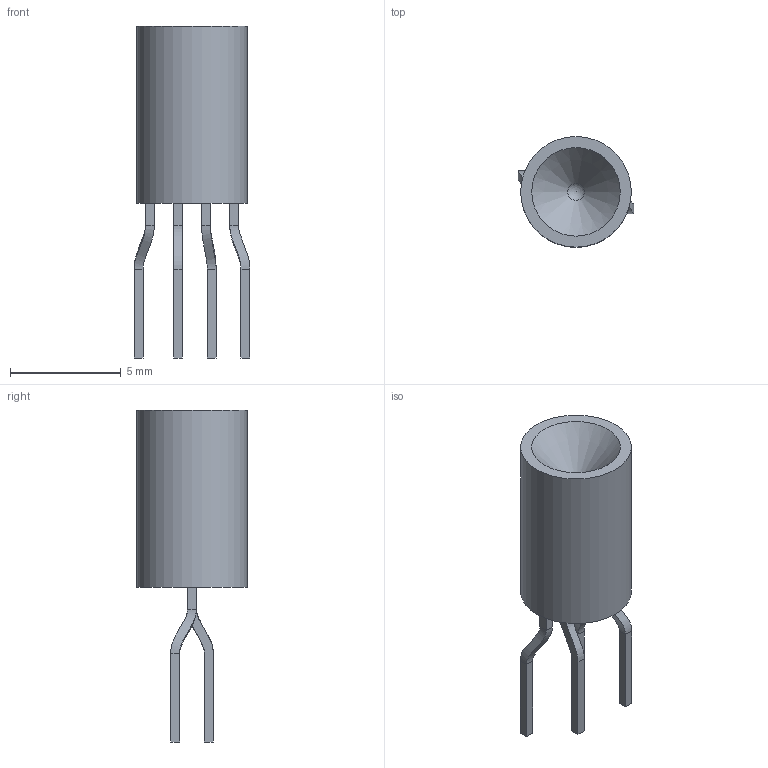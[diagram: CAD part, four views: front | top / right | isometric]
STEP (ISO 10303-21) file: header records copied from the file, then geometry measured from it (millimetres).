
FILE_DESCRIPTION(/* description */ ('STEP AP242','CAx-IF Rec.Pracs.---Representation and Presentation of Product Manufacturing Information (PMI)---4.0---2014-10-13','CAx-IF Rec.Pracs.---3D Tessellated Geometry---0.4---2014-09-14','2;1'),/* implementation_level */ '2;1');
FILE_NAME(/* name */ '676fc7ff69ea343e01ef1dc3',/* time_stamp */ '2024-12-28T09:42:24Z',/* author */ (''),/* organization */ (''),/* preprocessor_version */ 'ST-DEVELOPER v20',/* originating_system */ 'ONSHAPE BY PTC INC, 1.191',/* authorisation */ ' ');
FILE_SCHEMA (('AP242_MANAGED_MODEL_BASED_3D_ENGINEERING_MIM_LF { 1 0 10303 442 1 1 4 }'));
Length unit declared in the file: metre
Products named in the file (5): LED_D5.0mm-4_RGB_Staggered_Pins; Part 5
Bounding box: 5.23 x 5 x 15 mm (x, y, z)
Volume: 152.3 mm3; surface area: 218.6 mm2
Topology: 5 solids, 5 shells, 57 faces, 116 edges, 69 vertices
Faces by surface type: plane 40, bspline 14, cylinder 1, sphere 1, cone 1
Full cylindrical faces by diameter (mm): 5 x1
Entity records: 2809 total; most frequent: CARTESIAN_POINT 1592, ORIENTED_EDGE 224, DIRECTION 196, EDGE_CURVE 112, LINE 92, VECTOR 92, VERTEX_POINT 68, EDGE_LOOP 60
